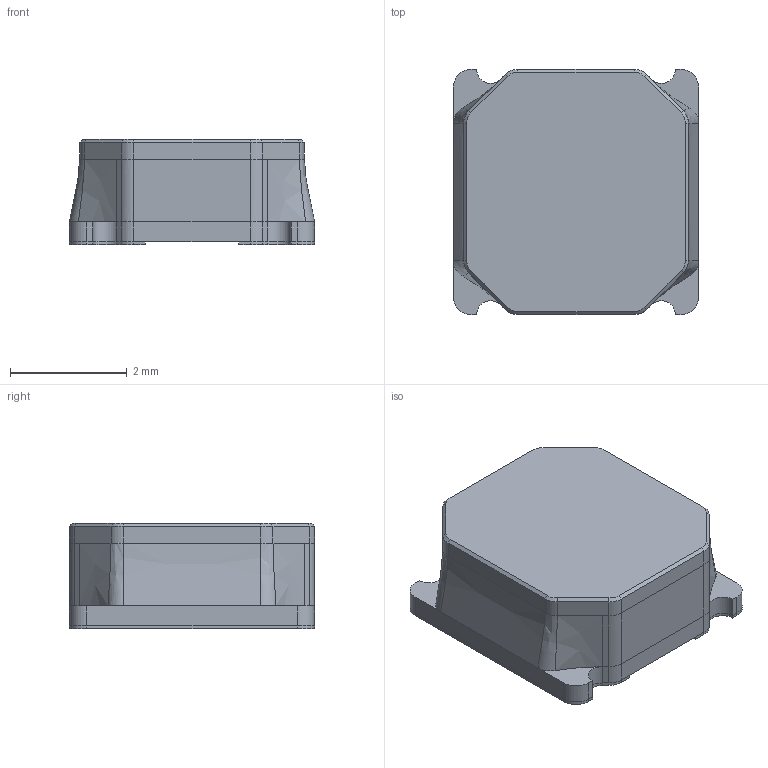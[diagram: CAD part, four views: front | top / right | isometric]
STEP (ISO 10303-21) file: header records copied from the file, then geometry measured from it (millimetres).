
FILE_DESCRIPTION(('STEP AP214'), '1');
FILE_NAME('SRN4018', '2018-08-31T20:07:11', ('Nobody'), (''), 'ASCON STEP Converter 1.3', 'ASCON Math Kernel', '');
FILE_SCHEMA(('AUTOMOTIVE_DESIGN { 1 0 10303 214 3 1 1}'));
Length unit declared in the file: millimetre
Bounding box: 4.2 x 4.2 x 1.8 mm (x, y, z)
Volume: 27.8 mm3; surface area: 142.6 mm2
Topology: 5 solids, 5 shells, 114 faces, 304 edges, 202 vertices
Faces by surface type: plane 60, cylinder 32, bspline 14, cone 8
Entity records: 4947 total; most frequent: CARTESIAN_POINT 1113, ORIENTED_EDGE 592, DIRECTION 578, EDGE_CURVE 296, AXIS2_PLACEMENT_3D 193, LINE 192, VERTEX_POINT 192, VECTOR 192
